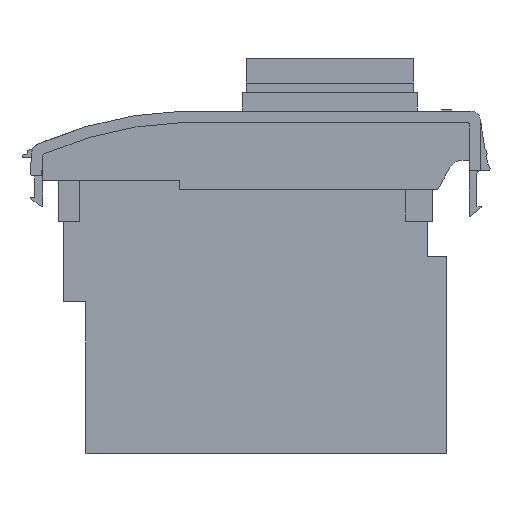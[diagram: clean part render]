
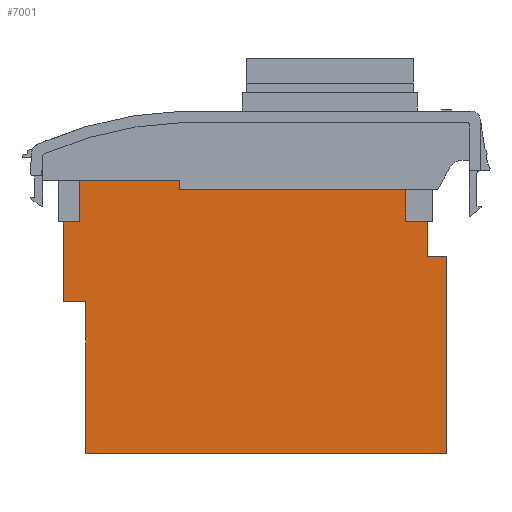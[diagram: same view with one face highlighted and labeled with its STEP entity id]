
A CAD part, left-side view. The second image highlights one B-rep face of the part: STEP entity #7001.
In plain terms, the highlighted planar face has unit normal (-1, 0, 0).
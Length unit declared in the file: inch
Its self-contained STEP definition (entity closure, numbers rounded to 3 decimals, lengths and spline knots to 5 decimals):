
#2592 = VERTEX_POINT ( 'NONE', #11835 ) ;
#2727 = EDGE_CURVE ( 'NONE', #2739, #9774, #12150, .T. ) ;
#2728 = VERTEX_POINT ( 'NONE', #12146 ) ;
#2738 = EDGE_CURVE ( 'NONE', #2728, #2739, #12171, .T. ) ;
#2739 = VERTEX_POINT ( 'NONE', #12167 ) ;
#2741 = EDGE_CURVE ( 'NONE', #2742, #2743, #12166, .T. ) ;
#2742 = VERTEX_POINT ( 'NONE', #12162 ) ;
#2743 = VERTEX_POINT ( 'NONE', #12161 ) ;
#2755 = EDGE_CURVE ( 'NONE', #2743, #2728, #12235, .T. ) ;
#2767 = EDGE_CURVE ( 'NONE', #2782, #2742, #12257, .T. ) ;
#2771 = EDGE_CURVE ( 'NONE', #2592, #2796, #12253, .T. ) ;
#2781 = EDGE_CURVE ( 'NONE', #2796, #2782, #12268, .T. ) ;
#2782 = VERTEX_POINT ( 'NONE', #12323 ) ;
#2796 = VERTEX_POINT ( 'NONE', #12375 ) ;
#4235 = CARTESIAN_POINT ( 'NONE',  ( 1.83506, 3.99348, 0.41 ) ) ;
#6467 = DIRECTION ( 'NONE',  ( 0., -1., 0. ) ) ;
#6468 = VECTOR ( 'NONE', #6467, 39.37008 ) ;
#6469 = CARTESIAN_POINT ( 'NONE',  ( 1.83506, 1.52916, 0.35 ) ) ;
#6474 = LINE ( 'NONE', #6469, #6468 ) ;
#6909 = DIRECTION ( 'NONE',  ( 0., -1., 0. ) ) ;
#6910 = VECTOR ( 'NONE', #6909, 39.37008 ) ;
#6911 = CARTESIAN_POINT ( 'NONE',  ( 1.83506, 3.84348, 0.14 ) ) ;
#6912 = LINE ( 'NONE', #6911, #6910 ) ;
#6983 = ORIENTED_EDGE ( 'NONE', *, *, #2738, .F. ) ;
#6985 = ORIENTED_EDGE ( 'NONE', *, *, #6994, .T. ) ;
#6986 = EDGE_LOOP ( 'NONE', ( #6985, #6995, #6991, #6992, #6990, #6983, #8087, #8091, #8079, #8085, #8112, #9743 ) ) ;
#6990 = ORIENTED_EDGE ( 'NONE', *, *, #2727, .F. ) ;
#6991 = ORIENTED_EDGE ( 'NONE', *, *, #7843, .F. ) ;
#6992 = ORIENTED_EDGE ( 'NONE', *, *, #7762, .F. ) ;
#6993 = VERTEX_POINT ( 'NONE', #12454 ) ;
#6994 = EDGE_CURVE ( 'NONE', #6993, #6999, #12449, .T. ) ;
#6995 = ORIENTED_EDGE ( 'NONE', *, *, #15082, .F. ) ;
#6999 = VERTEX_POINT ( 'NONE', #12543 ) ;
#7001 = ADVANCED_FACE ( 'NONE', ( #12538 ), #12498, .T. ) ;
#7762 = EDGE_CURVE ( 'NONE', #9774, #7767, #10543, .T. ) ;
#7767 = VERTEX_POINT ( 'NONE', #10514 ) ;
#7843 = EDGE_CURVE ( 'NONE', #7767, #8055, #10790, .T. ) ;
#8055 = VERTEX_POINT ( 'NONE', #12450 ) ;
#8079 = ORIENTED_EDGE ( 'NONE', *, *, #2767, .F. ) ;
#8085 = ORIENTED_EDGE ( 'NONE', *, *, #2781, .F. ) ;
#8087 = ORIENTED_EDGE ( 'NONE', *, *, #2755, .F. ) ;
#8091 = ORIENTED_EDGE ( 'NONE', *, *, #2741, .F. ) ;
#8112 = ORIENTED_EDGE ( 'NONE', *, *, #2771, .F. ) ;
#9743 = ORIENTED_EDGE ( 'NONE', *, *, #17136, .F. ) ;
#9774 = VERTEX_POINT ( 'NONE', #4235 ) ;
#10514 = CARTESIAN_POINT ( 'NONE',  ( 1.83506, 3.22916, 0.41 ) ) ;
#10540 = DIRECTION ( 'NONE',  ( 0., -1., 0. ) ) ;
#10541 = VECTOR ( 'NONE', #10540, 39.37008 ) ;
#10542 = CARTESIAN_POINT ( 'NONE',  ( 1.83506, 3.22916, 0.41 ) ) ;
#10543 = LINE ( 'NONE', #10542, #10541 ) ;
#10787 = DIRECTION ( 'NONE',  ( 0., 0., -1. ) ) ;
#10788 = VECTOR ( 'NONE', #10787, 39.37008 ) ;
#10789 = CARTESIAN_POINT ( 'NONE',  ( 1.83506, 3.22916, 0.35 ) ) ;
#10790 = LINE ( 'NONE', #10789, #10788 ) ;
#11835 = CARTESIAN_POINT ( 'NONE',  ( 1.83506, 1.59848, 0.14 ) ) ;
#12146 = CARTESIAN_POINT ( 'NONE',  ( 1.83506, 3.84348, -0.39 ) ) ;
#12147 = DIRECTION ( 'NONE',  ( 0., 0., 1. ) ) ;
#12148 = VECTOR ( 'NONE', #12147, 39.37008 ) ;
#12149 = CARTESIAN_POINT ( 'NONE',  ( 1.83506, 3.99348, 0.64 ) ) ;
#12150 = LINE ( 'NONE', #12149, #12148 ) ;
#12161 = CARTESIAN_POINT ( 'NONE',  ( 1.83506, 3.84348, -1.39 ) ) ;
#12162 = CARTESIAN_POINT ( 'NONE',  ( 1.83506, 1.46848, -1.39 ) ) ;
#12163 = DIRECTION ( 'NONE',  ( 0., 1., 0. ) ) ;
#12164 = VECTOR ( 'NONE', #12163, 39.37008 ) ;
#12165 = CARTESIAN_POINT ( 'NONE',  ( 1.83506, 1.46848, -1.39 ) ) ;
#12166 = LINE ( 'NONE', #12165, #12164 ) ;
#12167 = CARTESIAN_POINT ( 'NONE',  ( 1.83506, 3.99348, -0.39 ) ) ;
#12168 = DIRECTION ( 'NONE',  ( 0., 1., 0. ) ) ;
#12169 = VECTOR ( 'NONE', #12168, 39.37008 ) ;
#12170 = CARTESIAN_POINT ( 'NONE',  ( 1.83506, 3.99348, -0.39 ) ) ;
#12171 = LINE ( 'NONE', #12170, #12169 ) ;
#12232 = DIRECTION ( 'NONE',  ( 0., 0., 1. ) ) ;
#12233 = VECTOR ( 'NONE', #12232, 39.37008 ) ;
#12234 = CARTESIAN_POINT ( 'NONE',  ( 1.83506, 3.84348, -0.39 ) ) ;
#12235 = LINE ( 'NONE', #12234, #12233 ) ;
#12250 = DIRECTION ( 'NONE',  ( 0., 0., -1. ) ) ;
#12251 = VECTOR ( 'NONE', #12250, 39.37008 ) ;
#12252 = CARTESIAN_POINT ( 'NONE',  ( 1.83506, 1.59848, -0.09 ) ) ;
#12253 = LINE ( 'NONE', #12252, #12251 ) ;
#12254 = DIRECTION ( 'NONE',  ( 0., 0., -1. ) ) ;
#12255 = VECTOR ( 'NONE', #12254, 39.37008 ) ;
#12256 = CARTESIAN_POINT ( 'NONE',  ( 1.83506, 1.46848, -0.09 ) ) ;
#12257 = LINE ( 'NONE', #12256, #12255 ) ;
#12265 = DIRECTION ( 'NONE',  ( 0., -1., 0. ) ) ;
#12266 = VECTOR ( 'NONE', #12265, 39.37008 ) ;
#12267 = CARTESIAN_POINT ( 'NONE',  ( 1.83506, 1.46848, -0.09 ) ) ;
#12268 = LINE ( 'NONE', #12267, #12266 ) ;
#12323 = CARTESIAN_POINT ( 'NONE',  ( 1.83506, 1.46848, -0.09 ) ) ;
#12375 = CARTESIAN_POINT ( 'NONE',  ( 1.83506, 1.59848, -0.09 ) ) ;
#12446 = DIRECTION ( 'NONE',  ( 0., 0., 1. ) ) ;
#12447 = VECTOR ( 'NONE', #12446, 39.37008 ) ;
#12448 = CARTESIAN_POINT ( 'NONE',  ( 1.83506, 1.73848, 0.14 ) ) ;
#12449 = LINE ( 'NONE', #12448, #12447 ) ;
#12450 = CARTESIAN_POINT ( 'NONE',  ( 1.83506, 3.22916, 0.35 ) ) ;
#12454 = CARTESIAN_POINT ( 'NONE',  ( 1.83506, 1.73848, 0.14 ) ) ;
#12491 = DIRECTION ( 'NONE',  ( 0., 0., 1. ) ) ;
#12493 = DIRECTION ( 'NONE',  ( -1., 0., 0. ) ) ;
#12495 = CARTESIAN_POINT ( 'NONE',  ( 1.83506, 3.84348, -1.39 ) ) ;
#12496 = AXIS2_PLACEMENT_3D ( 'NONE', #12495, #12493, #12491 ) ;
#12498 = PLANE ( 'NONE',  #12496 ) ;
#12538 = FACE_OUTER_BOUND ( 'NONE', #6986, .T. ) ;
#12543 = CARTESIAN_POINT ( 'NONE',  ( 1.83506, 1.73848, 0.35 ) ) ;
#15082 = EDGE_CURVE ( 'NONE', #8055, #6999, #6474, .T. ) ;
#17136 = EDGE_CURVE ( 'NONE', #6993, #2592, #6912, .T. ) ;
